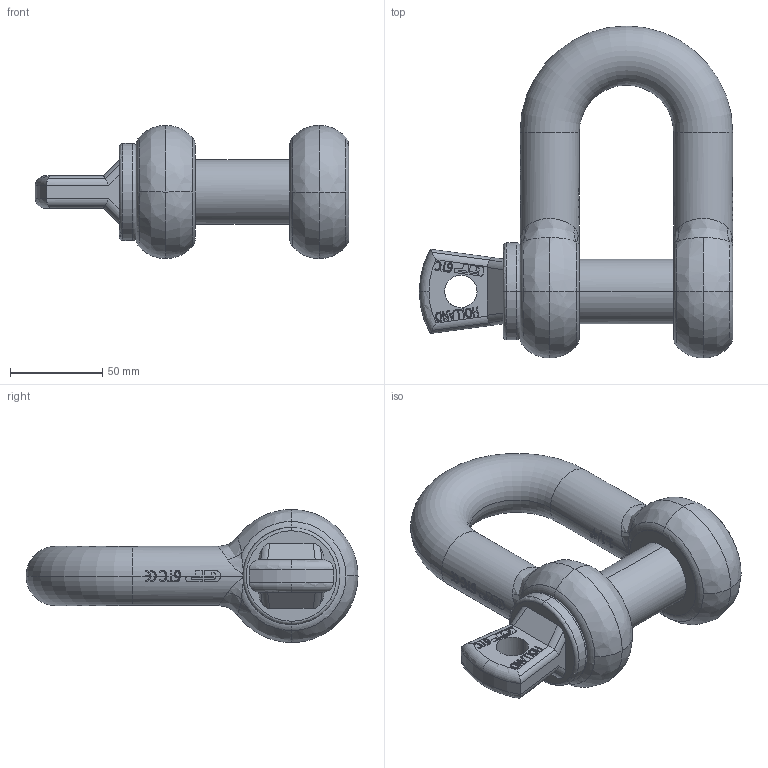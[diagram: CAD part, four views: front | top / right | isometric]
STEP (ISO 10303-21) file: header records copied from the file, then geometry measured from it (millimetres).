
FILE_DESCRIPTION(('.'),'2;1');
FILE_NAME('GPGDBB32.stp','2012-01-15T12:49:16+00:00',('.'),('.'),'','STEP AP214','.');
FILE_SCHEMA(('AUTOMOTIVE_DESIGN { 1 0 10303 214 1 1 1 1 }'));
Length unit declared in the file: millimetre
Products named in the file (3): GPGDBB32; 12; 12_1
Assembly tree (2 placements, depth 2):
  GPGDBB32
    12
    12_1
Bounding box: 169.5 x 179.5 x 72 mm (x, y, z)
Volume: 508823.5 mm3; surface area: 76864.6 mm2
Topology: 2 solids, 2 shells, 666 faces, 2048 edges, 1404 vertices
Faces by surface type: plane 306, bspline 199, cylinder 134, torus 24, cone 3
Entity records: 27962 total; most frequent: CARTESIAN_POINT 11715, ORIENTED_EDGE 4080, EDGE_CURVE 2040, DIRECTION 1793, VERTEX_POINT 1404, B_SPLINE_CURVE_WITH_KNOTS 1098, VECTOR 772, LINE 772
